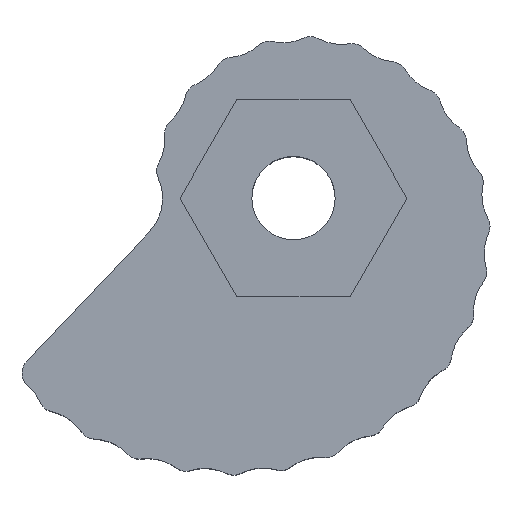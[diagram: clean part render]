
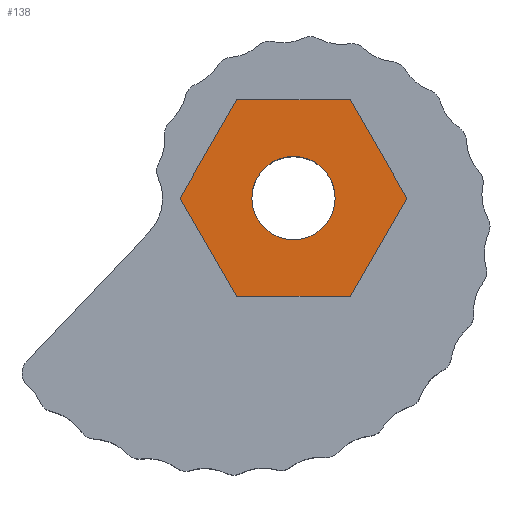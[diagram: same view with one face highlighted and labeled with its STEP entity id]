
A CAD part, top view. The second image highlights one B-rep face of the part: STEP entity #138.
In plain terms, the highlighted planar face has unit normal (0, 0, 1).
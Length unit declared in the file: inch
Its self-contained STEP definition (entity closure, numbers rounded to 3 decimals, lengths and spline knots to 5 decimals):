
#18 = EDGE_CURVE ( 'NONE', #1415, #1810, #1745, .T. ) ;
#109 = LINE ( 'NONE', #1127, #619 ) ;
#138 = ADVANCED_FACE ( 'NONE', ( #731, #761 ), #681, .F. ) ;
#230 = LINE ( 'NONE', #1088, #679 ) ;
#290 = EDGE_CURVE ( 'NONE', #2006, #1764, #940, .T. ) ;
#294 = ORIENTED_EDGE ( 'NONE', *, *, #18, .F. ) ;
#400 = CARTESIAN_POINT ( 'NONE',  ( 0.15, 0.26414, 0.21875 ) ) ;
#435 = DIRECTION ( 'NONE',  ( 0., 0., 1. ) ) ;
#462 = VECTOR ( 'NONE', #1602, 39.37008 ) ;
#475 = LINE ( 'NONE', #600, #1194 ) ;
#478 = CIRCLE ( 'NONE', #602, 0.0795 ) ;
#527 = DIRECTION ( 'NONE',  ( 0.5, 0.866, 0. ) ) ;
#539 = EDGE_CURVE ( 'NONE', #1810, #1415, #478, .T. ) ;
#551 = VECTOR ( 'NONE', #1962, 39.37008 ) ;
#574 = AXIS2_PLACEMENT_3D ( 'NONE', #741, #2104, #644 ) ;
#600 = CARTESIAN_POINT ( 'NONE',  ( 0.15, -0.11086, 0.21875 ) ) ;
#602 = AXIS2_PLACEMENT_3D ( 'NONE', #1349, #1367, #1749 ) ;
#615 = ORIENTED_EDGE ( 'NONE', *, *, #1490, .T. ) ;
#619 = VECTOR ( 'NONE', #1887, 39.37008 ) ;
#644 = DIRECTION ( 'NONE',  ( -1., 0., 0. ) ) ;
#679 = VECTOR ( 'NONE', #2086, 39.37008 ) ;
#681 = PLANE ( 'NONE',  #574 ) ;
#697 = LINE ( 'NONE', #1911, #759 ) ;
#709 = ORIENTED_EDGE ( 'NONE', *, *, #2141, .T. ) ;
#731 = FACE_BOUND ( 'NONE', #1724, .T. ) ;
#741 = CARTESIAN_POINT ( 'NONE',  ( -0.23719, -0.51404, 0.21875 ) ) ;
#759 = VECTOR ( 'NONE', #996, 39.37008 ) ;
#761 = FACE_OUTER_BOUND ( 'NONE', #1460, .T. ) ;
#849 = CARTESIAN_POINT ( 'NONE',  ( -0.17476, 0.07664, 0.21875 ) ) ;
#881 = EDGE_CURVE ( 'NONE', #1236, #1123, #475, .T. ) ;
#889 = CARTESIAN_POINT ( 'NONE',  ( 0.04174, 0.07664, 0.21875 ) ) ;
#940 = LINE ( 'NONE', #849, #462 ) ;
#965 = VERTEX_POINT ( 'NONE', #400 ) ;
#996 = DIRECTION ( 'NONE',  ( -1., 0., 0. ) ) ;
#1053 = ORIENTED_EDGE ( 'NONE', *, *, #1939, .T. ) ;
#1088 = CARTESIAN_POINT ( 'NONE',  ( -0.06651, 0.26414, 0.21875 ) ) ;
#1123 = VERTEX_POINT ( 'NONE', #1397 ) ;
#1127 = CARTESIAN_POINT ( 'NONE',  ( -0.06651, -0.11086, 0.21875 ) ) ;
#1194 = VECTOR ( 'NONE', #527, 39.37008 ) ;
#1236 = VERTEX_POINT ( 'NONE', #1382 ) ;
#1349 = CARTESIAN_POINT ( 'NONE',  ( 0.04174, 0.07664, 0.21875 ) ) ;
#1367 = DIRECTION ( 'NONE',  ( 0., 0., 1. ) ) ;
#1382 = CARTESIAN_POINT ( 'NONE',  ( 0.15, -0.11086, 0.21875 ) ) ;
#1397 = CARTESIAN_POINT ( 'NONE',  ( 0.25825, 0.07664, 0.21875 ) ) ;
#1415 = VERTEX_POINT ( 'NONE', #1871 ) ;
#1460 = EDGE_LOOP ( 'NONE', ( #1948, #615, #709, #1053, #2287, #1635 ) ) ;
#1475 = CARTESIAN_POINT ( 'NONE',  ( -0.06651, -0.11086, 0.21875 ) ) ;
#1490 = EDGE_CURVE ( 'NONE', #1123, #965, #2070, .T. ) ;
#1602 = DIRECTION ( 'NONE',  ( 0.5, -0.866, 0. ) ) ;
#1635 = ORIENTED_EDGE ( 'NONE', *, *, #2149, .T. ) ;
#1658 = ORIENTED_EDGE ( 'NONE', *, *, #539, .F. ) ;
#1677 = CARTESIAN_POINT ( 'NONE',  ( -0.03776, 0.07664, 0.21875 ) ) ;
#1724 = EDGE_LOOP ( 'NONE', ( #294, #1658 ) ) ;
#1745 = CIRCLE ( 'NONE', #2151, 0.0795 ) ;
#1749 = DIRECTION ( 'NONE',  ( 1., 0., 0. ) ) ;
#1764 = VERTEX_POINT ( 'NONE', #1475 ) ;
#1766 = VERTEX_POINT ( 'NONE', #1936 ) ;
#1810 = VERTEX_POINT ( 'NONE', #1677 ) ;
#1871 = CARTESIAN_POINT ( 'NONE',  ( 0.12124, 0.07664, 0.21875 ) ) ;
#1887 = DIRECTION ( 'NONE',  ( 1., 0., 0. ) ) ;
#1902 = CARTESIAN_POINT ( 'NONE',  ( -0.17476, 0.07664, 0.21875 ) ) ;
#1911 = CARTESIAN_POINT ( 'NONE',  ( 0.15, 0.26414, 0.21875 ) ) ;
#1936 = CARTESIAN_POINT ( 'NONE',  ( -0.06651, 0.26414, 0.21875 ) ) ;
#1939 = EDGE_CURVE ( 'NONE', #1766, #2006, #230, .T. ) ;
#1946 = CARTESIAN_POINT ( 'NONE',  ( 0.25825, 0.07664, 0.21875 ) ) ;
#1948 = ORIENTED_EDGE ( 'NONE', *, *, #881, .T. ) ;
#1962 = DIRECTION ( 'NONE',  ( -0.5, 0.866, 0. ) ) ;
#2006 = VERTEX_POINT ( 'NONE', #1902 ) ;
#2070 = LINE ( 'NONE', #1946, #551 ) ;
#2086 = DIRECTION ( 'NONE',  ( -0.5, -0.866, 0. ) ) ;
#2104 = DIRECTION ( 'NONE',  ( 0., 0., -1. ) ) ;
#2141 = EDGE_CURVE ( 'NONE', #965, #1766, #697, .T. ) ;
#2149 = EDGE_CURVE ( 'NONE', #1764, #1236, #109, .T. ) ;
#2151 = AXIS2_PLACEMENT_3D ( 'NONE', #889, #435, #2212 ) ;
#2212 = DIRECTION ( 'NONE',  ( 1., 0., 0. ) ) ;
#2287 = ORIENTED_EDGE ( 'NONE', *, *, #290, .T. ) ;
